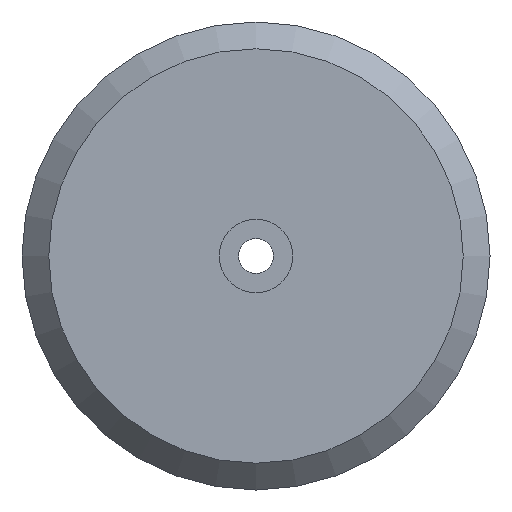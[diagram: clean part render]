
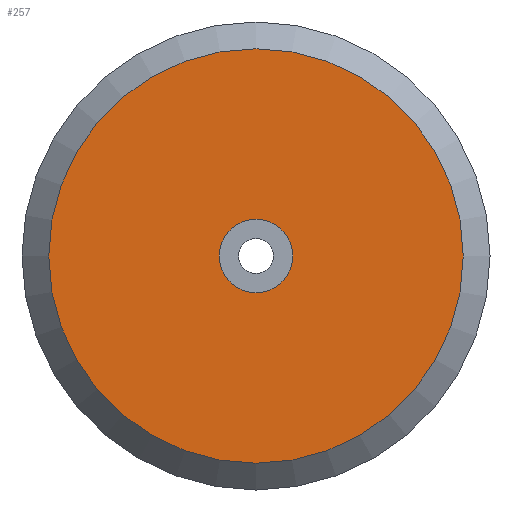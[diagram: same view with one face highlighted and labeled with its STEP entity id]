
A CAD part, front view. The second image highlights one B-rep face of the part: STEP entity #257.
In plain terms, the highlighted planar face has unit normal (0, -1, 0).
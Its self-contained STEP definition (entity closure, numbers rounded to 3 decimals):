
#55=FACE_BOUND('',#94,.T.);
#66=FACE_OUTER_BOUND('',#93,.T.);
#93=EDGE_LOOP('',(#199));
#94=EDGE_LOOP('',(#200));
#120=CIRCLE('',#304,15.5);
#123=CIRCLE('',#309,2.75);
#140=VERTEX_POINT('',#452);
#143=VERTEX_POINT('',#462);
#160=EDGE_CURVE('',#140,#140,#120,.T.);
#165=EDGE_CURVE('',#143,#143,#123,.T.);
#199=ORIENTED_EDGE('',*,*,#160,.F.);
#200=ORIENTED_EDGE('',*,*,#165,.T.);
#246=PLANE('',#308);
#257=ADVANCED_FACE('',(#66,#55),#246,.F.);
#304=AXIS2_PLACEMENT_3D('',#453,#368,#369);
#308=AXIS2_PLACEMENT_3D('',#461,#378,#379);
#309=AXIS2_PLACEMENT_3D('',#463,#380,#381);
#368=DIRECTION('center_axis',(0.,1.,0.));
#369=DIRECTION('ref_axis',(1.,0.,0.));
#378=DIRECTION('center_axis',(0.,1.,0.));
#379=DIRECTION('ref_axis',(1.,0.,0.));
#380=DIRECTION('center_axis',(0.,1.,0.));
#381=DIRECTION('ref_axis',(-1.,0.,0.));
#452=CARTESIAN_POINT('',(-15.5,-4.4,0.));
#453=CARTESIAN_POINT('Origin',(0.,-4.4,0.));
#461=CARTESIAN_POINT('Origin',(0.,-4.4,0.));
#462=CARTESIAN_POINT('',(2.75,-4.4,0.));
#463=CARTESIAN_POINT('Origin',(0.,-4.4,0.));
